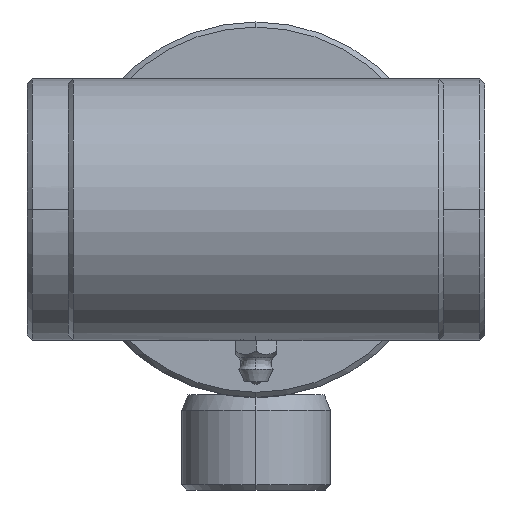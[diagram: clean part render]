
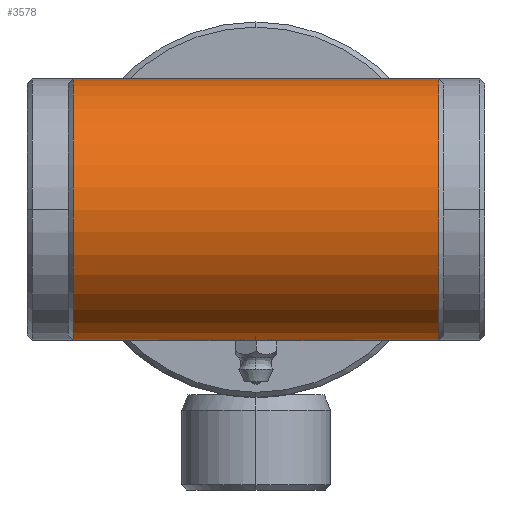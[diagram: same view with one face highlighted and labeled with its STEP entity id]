
A CAD part, left-side view. The second image highlights one B-rep face of the part: STEP entity #3578.
In plain terms, the highlighted cylindrical face has radius 25.5 mm (diameter 51 mm), a partial arc.
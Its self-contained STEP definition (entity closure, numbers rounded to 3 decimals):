
#58 = ORIENTED_EDGE ( 'NONE', *, *, #3030, .F. ) ;
#66 = B_SPLINE_CURVE_WITH_KNOTS ( 'NONE', 3,
 ( #2152, #4850, #2936, #580, #987, #1708, #3710, #4529, #2504, #4920, #2568, #933, #3658, #4058, #1410, #4954, #2205, #4160 ),
 .UNSPECIFIED., .F., .F.,
 ( 4, 2, 2, 2, 2, 2, 2, 2, 4 ),
 ( 0., 0., 0.001, 0.001, 0.002, 0.002, 0.003, 0.003, 0.004 ),
 .UNSPECIFIED. ) ;
#71 = VERTEX_POINT ( 'NONE', #3085 ) ;
#83 = CARTESIAN_POINT ( 'NONE',  ( -25.3, 35.5, -25.5 ) ) ;
#273 = CARTESIAN_POINT ( 'NONE',  ( -27.734, -0.659, -25.384 ) ) ;
#358 = EDGE_CURVE ( 'NONE', #4412, #1553, #2371, .T. ) ;
#449 = LINE ( 'NONE', #2953, #3626 ) ;
#492 = B_SPLINE_CURVE_WITH_KNOTS ( 'NONE', 3,
 ( #3748, #3370, #4161, #1806, #4558, #2986, #651, #1048, #1426, #4176, #4576, #2221, #2616, #273, #3001, #738 ),
 .UNSPECIFIED., .F., .F.,
 ( 4, 2, 2, 2, 2, 2, 2, 4 ),
 ( 0.012, 0.012, 0.013, 0.013, 0.014, 0.014, 0.015, 0.016 ),
 .UNSPECIFIED. ) ;
#580 = CARTESIAN_POINT ( 'NONE',  ( -27.72, 0.648, -25.385 ) ) ;
#589 = EDGE_LOOP ( 'NONE', ( #2243, #2954, #4826, #1015, #58, #3114, #4684 ) ) ;
#651 = CARTESIAN_POINT ( 'NONE',  ( -26.552, -2.17, -25.47 ) ) ;
#738 = CARTESIAN_POINT ( 'NONE',  ( -27.8, 0., -25.377 ) ) ;
#816 = CARTESIAN_POINT ( 'NONE',  ( -25.3, 2.5, -25.5 ) ) ;
#933 = CARTESIAN_POINT ( 'NONE',  ( -26.553, 2.17, -25.47 ) ) ;
#934 = CARTESIAN_POINT ( 'NONE',  ( -25.3, -36.5, -25.5 ) ) ;
#962 = DIRECTION ( 'NONE',  ( 0., 0., 1. ) ) ;
#987 = CARTESIAN_POINT ( 'NONE',  ( -27.672, 0.806, -25.39 ) ) ;
#996 = AXIS2_PLACEMENT_3D ( 'NONE', #4831, #4398, #4781 ) ;
#1015 = ORIENTED_EDGE ( 'NONE', *, *, #5018, .T. ) ;
#1048 = CARTESIAN_POINT ( 'NONE',  ( -26.823, -1.989, -25.455 ) ) ;
#1243 = EDGE_CURVE ( 'NONE', #1263, #2799, #449, .T. ) ;
#1263 = VERTEX_POINT ( 'NONE', #2103 ) ;
#1328 = VECTOR ( 'NONE', #4556, 1000. ) ;
#1361 = CARTESIAN_POINT ( 'NONE',  ( -25.3, -2.5, -25.5 ) ) ;
#1410 = CARTESIAN_POINT ( 'NONE',  ( -25.948, 2.42, -25.492 ) ) ;
#1426 = CARTESIAN_POINT ( 'NONE',  ( -26.952, -1.883, -25.447 ) ) ;
#1553 = VERTEX_POINT ( 'NONE', #4265 ) ;
#1708 = CARTESIAN_POINT ( 'NONE',  ( -27.546, 1.109, -25.401 ) ) ;
#1732 = DIRECTION ( 'NONE',  ( 0., 1., 0. ) ) ;
#1778 = EDGE_CURVE ( 'NONE', #1263, #4412, #5035, .T. ) ;
#1806 = CARTESIAN_POINT ( 'NONE',  ( -25.947, -2.42, -25.492 ) ) ;
#2103 = CARTESIAN_POINT ( 'NONE',  ( -25.3, -35.5, -25.5 ) ) ;
#2152 = CARTESIAN_POINT ( 'NONE',  ( -27.8, 0., -25.377 ) ) ;
#2205 = CARTESIAN_POINT ( 'NONE',  ( -25.463, 2.5, -25.5 ) ) ;
#2221 = CARTESIAN_POINT ( 'NONE',  ( -27.469, -1.255, -25.408 ) ) ;
#2243 = ORIENTED_EDGE ( 'NONE', *, *, #1243, .F. ) ;
#2371 = LINE ( 'NONE', #4156, #1328 ) ;
#2504 = CARTESIAN_POINT ( 'NONE',  ( -27.182, 1.653, -25.431 ) ) ;
#2568 = CARTESIAN_POINT ( 'NONE',  ( -26.826, 1.987, -25.455 ) ) ;
#2616 = CARTESIAN_POINT ( 'NONE',  ( -27.546, -1.109, -25.401 ) ) ;
#2699 = FACE_OUTER_BOUND ( 'NONE', #589, .T. ) ;
#2799 = VERTEX_POINT ( 'NONE', #1361 ) ;
#2931 = VERTEX_POINT ( 'NONE', #83 ) ;
#2936 = CARTESIAN_POINT ( 'NONE',  ( -27.784, 0.328, -25.379 ) ) ;
#2953 = CARTESIAN_POINT ( 'NONE',  ( -25.3, -36.5, -25.5 ) ) ;
#2954 = ORIENTED_EDGE ( 'NONE', *, *, #1778, .T. ) ;
#2986 = CARTESIAN_POINT ( 'NONE',  ( -26.408, -2.247, -25.476 ) ) ;
#3001 = CARTESIAN_POINT ( 'NONE',  ( -27.8, -0.33, -25.377 ) ) ;
#3007 = CARTESIAN_POINT ( 'NONE',  ( -25.3, 35.5, 0. ) ) ;
#3030 = EDGE_CURVE ( 'NONE', #4026, #2931, #3681, .T. ) ;
#3085 = CARTESIAN_POINT ( 'NONE',  ( -27.8, 0., -25.377 ) ) ;
#3114 = ORIENTED_EDGE ( 'NONE', *, *, #4563, .F. ) ;
#3155 = CIRCLE ( 'NONE', #4773, 25.5 ) ;
#3250 = EDGE_CURVE ( 'NONE', #2799, #71, #492, .T. ) ;
#3370 = CARTESIAN_POINT ( 'NONE',  ( -25.465, -2.5, -25.5 ) ) ;
#3428 = DIRECTION ( 'NONE',  ( 0., -1., 0. ) ) ;
#3557 = VECTOR ( 'NONE', #4910, 1000. ) ;
#3578 = ADVANCED_FACE ( 'NONE', ( #2699 ), #4546, .T. ) ;
#3620 = DIRECTION ( 'NONE',  ( 0., 1., 0. ) ) ;
#3626 = VECTOR ( 'NONE', #1732, 1000. ) ;
#3658 = CARTESIAN_POINT ( 'NONE',  ( -26.407, 2.247, -25.476 ) ) ;
#3681 = LINE ( 'NONE', #934, #3557 ) ;
#3710 = CARTESIAN_POINT ( 'NONE',  ( -27.47, 1.253, -25.408 ) ) ;
#3748 = CARTESIAN_POINT ( 'NONE',  ( -25.3, -2.5, -25.5 ) ) ;
#3766 = AXIS2_PLACEMENT_3D ( 'NONE', #4009, #3620, #962 ) ;
#4009 = CARTESIAN_POINT ( 'NONE',  ( -25.3, -35.5, 0. ) ) ;
#4026 = VERTEX_POINT ( 'NONE', #816 ) ;
#4058 = CARTESIAN_POINT ( 'NONE',  ( -26.106, 2.372, -25.488 ) ) ;
#4156 = CARTESIAN_POINT ( 'NONE',  ( -25.3, -36.5, 25.5 ) ) ;
#4160 = CARTESIAN_POINT ( 'NONE',  ( -25.3, 2.5, -25.5 ) ) ;
#4161 = CARTESIAN_POINT ( 'NONE',  ( -25.628, -2.484, -25.498 ) ) ;
#4176 = CARTESIAN_POINT ( 'NONE',  ( -27.182, -1.653, -25.431 ) ) ;
#4265 = CARTESIAN_POINT ( 'NONE',  ( -25.3, 35.5, 25.5 ) ) ;
#4398 = DIRECTION ( 'NONE',  ( 0., 1., 0. ) ) ;
#4412 = VERTEX_POINT ( 'NONE', #4803 ) ;
#4529 = CARTESIAN_POINT ( 'NONE',  ( -27.288, 1.525, -25.423 ) ) ;
#4546 = CYLINDRICAL_SURFACE ( 'NONE', #996, 25.5 ) ;
#4556 = DIRECTION ( 'NONE',  ( 0., 1., 0. ) ) ;
#4558 = CARTESIAN_POINT ( 'NONE',  ( -26.106, -2.372, -25.488 ) ) ;
#4563 = EDGE_CURVE ( 'NONE', #71, #4026, #66, .T. ) ;
#4576 = CARTESIAN_POINT ( 'NONE',  ( -27.286, -1.528, -25.423 ) ) ;
#4619 = DIRECTION ( 'NONE',  ( 0., 0., 1. ) ) ;
#4684 = ORIENTED_EDGE ( 'NONE', *, *, #3250, .F. ) ;
#4773 = AXIS2_PLACEMENT_3D ( 'NONE', #3007, #3428, #4619 ) ;
#4781 = DIRECTION ( 'NONE',  ( 0., 0., 1. ) ) ;
#4803 = CARTESIAN_POINT ( 'NONE',  ( -25.3, -35.5, 25.5 ) ) ;
#4826 = ORIENTED_EDGE ( 'NONE', *, *, #358, .T. ) ;
#4831 = CARTESIAN_POINT ( 'NONE',  ( -25.3, -36.5, 0. ) ) ;
#4850 = CARTESIAN_POINT ( 'NONE',  ( -27.8, 0.165, -25.377 ) ) ;
#4910 = DIRECTION ( 'NONE',  ( 0., 1., 0. ) ) ;
#4920 = CARTESIAN_POINT ( 'NONE',  ( -26.952, 1.884, -25.447 ) ) ;
#4954 = CARTESIAN_POINT ( 'NONE',  ( -25.626, 2.484, -25.498 ) ) ;
#5018 = EDGE_CURVE ( 'NONE', #1553, #2931, #3155, .T. ) ;
#5035 = CIRCLE ( 'NONE', #3766, 25.5 ) ;
